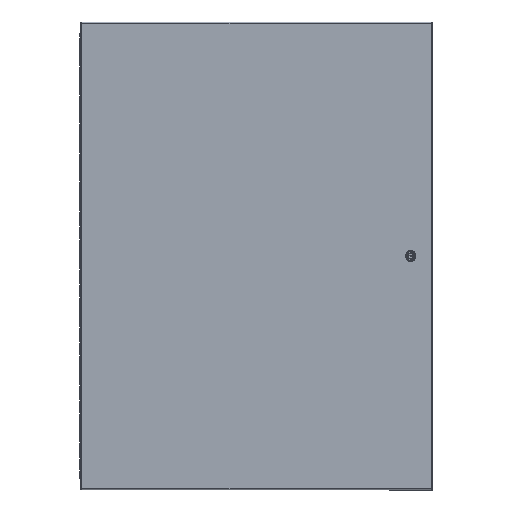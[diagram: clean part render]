
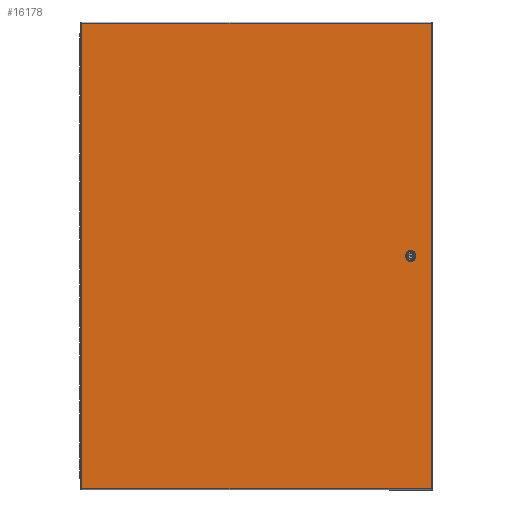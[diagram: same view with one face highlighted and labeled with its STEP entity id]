
A CAD part, top view. The second image highlights one B-rep face of the part: STEP entity #16178.
In plain terms, the highlighted planar face has unit normal (0, 0, 1).
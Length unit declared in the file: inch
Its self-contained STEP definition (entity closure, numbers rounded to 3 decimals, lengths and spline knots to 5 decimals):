
#330=FACE_BOUND('',#1795,.T.);
#837=FACE_OUTER_BOUND('',#1794,.T.);
#1794=EDGE_LOOP('',(#10801,#10802,#10803,#10804));
#1795=EDGE_LOOP('',(#10805,#10806,#10807,#10808,#10809,#10810,#10811,#10812));
#2684=CIRCLE('',#17160,0.453);
#2686=CIRCLE('',#17164,0.453);
#2688=CIRCLE('',#17168,0.453);
#2690=CIRCLE('',#17172,0.453);
#3463=LINE('',#24029,#5062);
#3479=LINE('',#24238,#5078);
#3483=LINE('',#24252,#5082);
#3487=LINE('',#24264,#5086);
#3491=LINE('',#24276,#5090);
#3495=LINE('',#24286,#5094);
#3501=LINE('',#24298,#5100);
#3503=LINE('',#24304,#5102);
#5062=VECTOR('',#19138,48.19575);
#5078=VECTOR('',#19170,48.19575);
#5082=VECTOR('',#19182,0.42712);
#5086=VECTOR('',#19194,0.42712);
#5090=VECTOR('',#19206,0.42712);
#5094=VECTOR('',#19218,0.42712);
#5100=VECTOR('',#19232,36.1645);
#5102=VECTOR('',#19242,36.1645);
#6562=VERTEX_POINT('',#23803);
#6578=VERTEX_POINT('',#23923);
#6593=VERTEX_POINT('',#24028);
#6599=VERTEX_POINT('',#24174);
#6602=VERTEX_POINT('',#24243);
#6603=VERTEX_POINT('',#24245);
#6605=VERTEX_POINT('',#24251);
#6607=VERTEX_POINT('',#24257);
#6609=VERTEX_POINT('',#24263);
#6611=VERTEX_POINT('',#24269);
#6613=VERTEX_POINT('',#24275);
#6615=VERTEX_POINT('',#24281);
#8110=EDGE_CURVE('',#6593,#6578,#3463,.T.);
#8135=EDGE_CURVE('',#6562,#6599,#3479,.T.);
#8138=EDGE_CURVE('',#6603,#6602,#2684,.T.);
#8141=EDGE_CURVE('',#6605,#6603,#3483,.T.);
#8144=EDGE_CURVE('',#6607,#6605,#2686,.T.);
#8147=EDGE_CURVE('',#6609,#6607,#3487,.T.);
#8150=EDGE_CURVE('',#6611,#6609,#2688,.T.);
#8153=EDGE_CURVE('',#6613,#6611,#3491,.T.);
#8156=EDGE_CURVE('',#6615,#6613,#2690,.T.);
#8159=EDGE_CURVE('',#6602,#6615,#3495,.T.);
#8165=EDGE_CURVE('',#6578,#6562,#3501,.T.);
#8167=EDGE_CURVE('',#6599,#6593,#3503,.T.);
#10801=ORIENTED_EDGE('',*,*,#8135,.T.);
#10802=ORIENTED_EDGE('',*,*,#8167,.T.);
#10803=ORIENTED_EDGE('',*,*,#8110,.T.);
#10804=ORIENTED_EDGE('',*,*,#8165,.T.);
#10805=ORIENTED_EDGE('',*,*,#8138,.T.);
#10806=ORIENTED_EDGE('',*,*,#8159,.T.);
#10807=ORIENTED_EDGE('',*,*,#8156,.T.);
#10808=ORIENTED_EDGE('',*,*,#8153,.T.);
#10809=ORIENTED_EDGE('',*,*,#8150,.T.);
#10810=ORIENTED_EDGE('',*,*,#8147,.T.);
#10811=ORIENTED_EDGE('',*,*,#8144,.T.);
#10812=ORIENTED_EDGE('',*,*,#8141,.T.);
#14662=PLANE('',#17183);
#16178=ADVANCED_FACE('',(#837,#330),#14662,.T.);
#17160=AXIS2_PLACEMENT_3D('',#24246,#19176,#19177);
#17164=AXIS2_PLACEMENT_3D('',#24258,#19188,#19189);
#17168=AXIS2_PLACEMENT_3D('',#24270,#19200,#19201);
#17172=AXIS2_PLACEMENT_3D('',#24282,#19212,#19213);
#17183=AXIS2_PLACEMENT_3D('',#24306,#19245,#19246);
#19138=DIRECTION('',(0.,-1.,0.));
#19170=DIRECTION('',(0.,1.,0.));
#19176=DIRECTION('center_axis',(0.,0.,-1.));
#19177=DIRECTION('ref_axis',(0.882,0.471,0.));
#19182=DIRECTION('',(1.,0.,0.));
#19188=DIRECTION('center_axis',(0.,0.,-1.));
#19189=DIRECTION('ref_axis',(-0.471,0.882,0.));
#19194=DIRECTION('',(0.,1.,0.));
#19200=DIRECTION('center_axis',(0.,0.,-1.));
#19201=DIRECTION('ref_axis',(-0.882,-0.471,0.));
#19206=DIRECTION('',(-1.,0.,0.));
#19212=DIRECTION('center_axis',(0.,0.,-1.));
#19213=DIRECTION('ref_axis',(0.471,-0.882,0.));
#19218=DIRECTION('',(0.,-1.,0.));
#19232=DIRECTION('',(1.,0.,0.));
#19242=DIRECTION('',(-1.,0.,0.));
#19245=DIRECTION('center_axis',(0.,0.,1.));
#19246=DIRECTION('ref_axis',(1.,0.,0.));
#23803=CARTESIAN_POINT('',(18.08225,-24.09788,0.074));
#23923=CARTESIAN_POINT('',(-18.08225,-24.09788,0.074));
#24028=CARTESIAN_POINT('',(-18.08225,24.09788,0.074));
#24029=CARTESIAN_POINT('',(-18.08225,12.04894,0.074));
#24174=CARTESIAN_POINT('',(18.08225,24.09788,0.074));
#24238=CARTESIAN_POINT('',(18.08225,-12.04894,0.074));
#24243=CARTESIAN_POINT('',(16.337,0.21356,0.074));
#24245=CARTESIAN_POINT('',(16.15112,0.3995,0.074));
#24246=CARTESIAN_POINT('Origin',(15.93748,0.00005,0.074));
#24251=CARTESIAN_POINT('',(15.724,0.3995,0.074));
#24252=CARTESIAN_POINT('',(8.07556,0.3995,0.074));
#24257=CARTESIAN_POINT('',(15.538,0.21356,0.074));
#24258=CARTESIAN_POINT('Origin',(15.93748,-0.00005,
0.074));
#24263=CARTESIAN_POINT('',(15.538,-0.21356,0.074));
#24264=CARTESIAN_POINT('',(15.538,0.10678,0.074));
#24269=CARTESIAN_POINT('',(15.72394,-0.3995,0.074));
#24270=CARTESIAN_POINT('Origin',(15.9375,0.,
0.074));
#24275=CARTESIAN_POINT('',(16.15106,-0.3995,0.074));
#24276=CARTESIAN_POINT('',(7.86197,-0.3995,0.074));
#24281=CARTESIAN_POINT('',(16.337,-0.21356,0.074));
#24282=CARTESIAN_POINT('Origin',(15.9375,0.,0.074));
#24286=CARTESIAN_POINT('',(16.337,-0.10678,0.074));
#24298=CARTESIAN_POINT('',(-9.04113,-24.09788,0.074));
#24304=CARTESIAN_POINT('',(9.04113,24.09788,0.074));
#24306=CARTESIAN_POINT('Origin',(0.,0.,
0.074));
